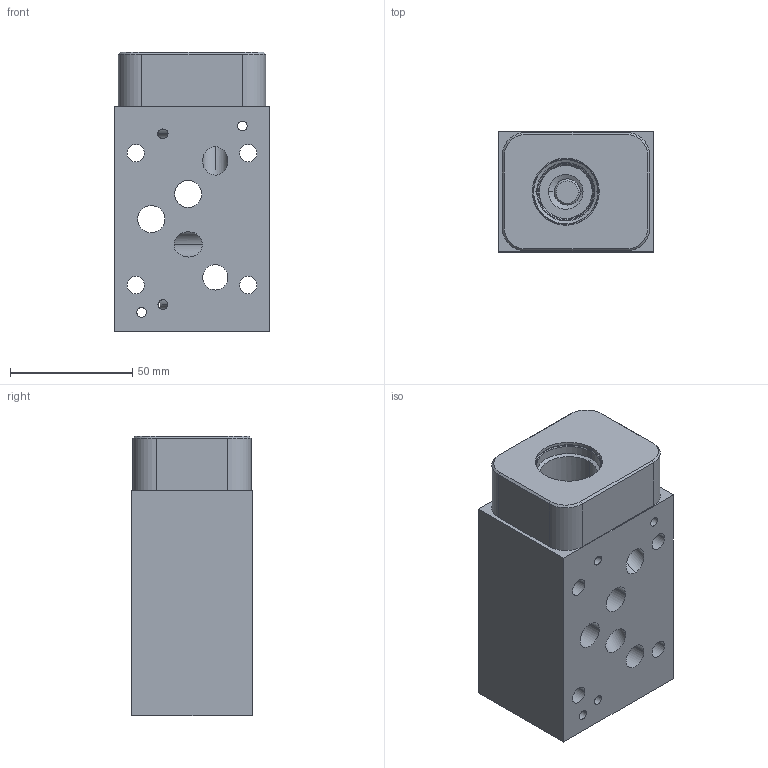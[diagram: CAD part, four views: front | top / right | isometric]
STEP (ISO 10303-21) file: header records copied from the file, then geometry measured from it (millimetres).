
FILE_DESCRIPTION((''),'2;1');
FILE_NAME('CJA_ASM','2019-08-04T',('ProEService'),(''),'PRO/ENGINEER BY PARAMETRIC TECHNOLOGY CORPORATION, 2014200','PRO/ENGINEER BY PARAMETRIC TECHNOLOGY CORPORATION, 2014200','');
FILE_SCHEMA(('CONFIG_CONTROL_DESIGN'));
Length unit declared in the file: inch
Products named in the file (3): 150-715-001; 340-003; CJA_ASM
Assembly tree (2 placements, depth 2):
  CJA_ASM
    150-715-001
    340-003
Bounding box: 63.5 x 49.23 x 114.3 mm (x, y, z)
Volume: 291605.4 mm3; surface area: 50997.2 mm2
Topology: 2 solids, 2 shells, 124 faces, 537 edges, 518 vertices
Faces by surface type: cylinder 57, cone 32, plane 31, sphere 2, torus 2
Entity records: 6526 total; most frequent: CARTESIAN_POINT 2281, DIRECTION 863, ORIENTED_EDGE 612, VECTOR 361, LINE 361, EDGE_CURVE 306, AXIS2_PLACEMENT_3D 251, TRIMMED_CURVE 229
